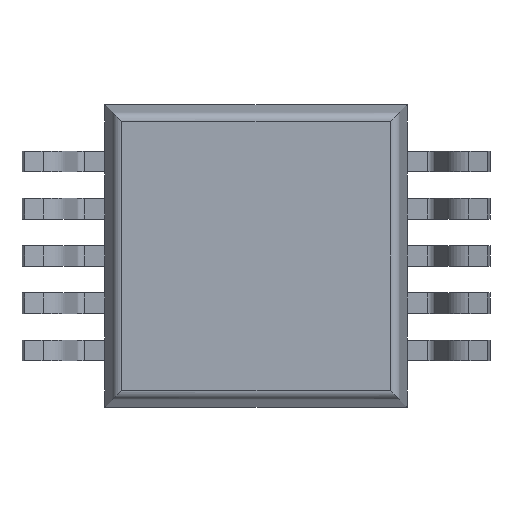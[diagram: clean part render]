
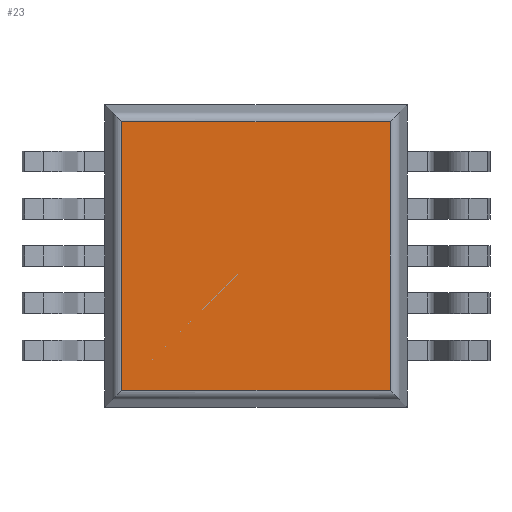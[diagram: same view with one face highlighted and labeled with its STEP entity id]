
A CAD part, front view. The second image highlights one B-rep face of the part: STEP entity #23.
In plain terms, the highlighted planar face has unit normal (0, -1, 0).
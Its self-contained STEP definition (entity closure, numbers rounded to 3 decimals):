
#23 = ADVANCED_FACE ( 'NONE', ( #1247 ), #6779, .T. ) ;
#121 = CARTESIAN_POINT ( 'NONE',  ( 1.423, 0.15, 1.423 ) ) ;
#485 = ORIENTED_EDGE ( 'NONE', *, *, #3720, .T. ) ;
#568 = AXIS2_PLACEMENT_3D ( 'NONE', #2682, #1031, #3285 ) ;
#634 = EDGE_CURVE ( 'NONE', #3763, #4307, #4033, .T. ) ;
#1031 = DIRECTION ( 'NONE',  ( 0., -1., 0. ) ) ;
#1068 = VERTEX_POINT ( 'NONE', #3473 ) ;
#1154 = EDGE_CURVE ( 'NONE', #4307, #7270, #7347, .T. ) ;
#1247 = FACE_OUTER_BOUND ( 'NONE', #6925, .T. ) ;
#1335 = CARTESIAN_POINT ( 'NONE',  ( -1.6, 0.15, 1.423 ) ) ;
#1355 = CARTESIAN_POINT ( 'NONE',  ( -1.6, 0.15, -1.423 ) ) ;
#1383 = CARTESIAN_POINT ( 'NONE',  ( 1.423, 0.15, -1.423 ) ) ;
#2176 = CARTESIAN_POINT ( 'NONE',  ( -1.423, 0.15, 1.423 ) ) ;
#2623 = VECTOR ( 'NONE', #4275, 1000. ) ;
#2682 = CARTESIAN_POINT ( 'NONE',  ( -1.6, 0.15, -1.6 ) ) ;
#2923 = VECTOR ( 'NONE', #3801, 1000. ) ;
#3030 = DIRECTION ( 'NONE',  ( -1., 0., 0. ) ) ;
#3285 = DIRECTION ( 'NONE',  ( 0., 0., -1. ) ) ;
#3407 = CARTESIAN_POINT ( 'NONE',  ( -1.423, 0.15, -1.6 ) ) ;
#3473 = CARTESIAN_POINT ( 'NONE',  ( -1.423, 0.15, -1.423 ) ) ;
#3720 = EDGE_CURVE ( 'NONE', #1068, #3763, #4522, .T. ) ;
#3763 = VERTEX_POINT ( 'NONE', #1383 ) ;
#3801 = DIRECTION ( 'NONE',  ( 0., 0., 1. ) ) ;
#3847 = ORIENTED_EDGE ( 'NONE', *, *, #1154, .T. ) ;
#4033 = LINE ( 'NONE', #5410, #2923 ) ;
#4275 = DIRECTION ( 'NONE',  ( 1., 0., 0. ) ) ;
#4307 = VERTEX_POINT ( 'NONE', #121 ) ;
#4522 = LINE ( 'NONE', #1355, #2623 ) ;
#4548 = LINE ( 'NONE', #3407, #6423 ) ;
#5030 = DIRECTION ( 'NONE',  ( 0., 0., -1. ) ) ;
#5410 = CARTESIAN_POINT ( 'NONE',  ( 1.423, 0.15, -1.6 ) ) ;
#5888 = ORIENTED_EDGE ( 'NONE', *, *, #634, .T. ) ;
#6223 = EDGE_CURVE ( 'NONE', #7270, #1068, #4548, .T. ) ;
#6423 = VECTOR ( 'NONE', #5030, 1000. ) ;
#6779 = PLANE ( 'NONE',  #568 ) ;
#6925 = EDGE_LOOP ( 'NONE', ( #7002, #485, #5888, #3847 ) ) ;
#7002 = ORIENTED_EDGE ( 'NONE', *, *, #6223, .T. ) ;
#7166 = VECTOR ( 'NONE', #3030, 1000. ) ;
#7270 = VERTEX_POINT ( 'NONE', #2176 ) ;
#7347 = LINE ( 'NONE', #1335, #7166 ) ;
